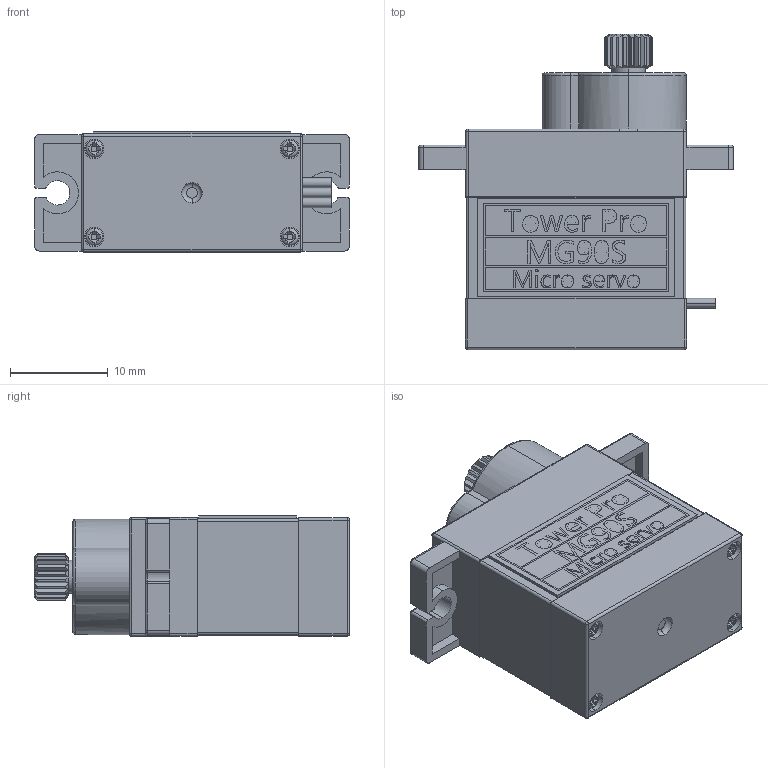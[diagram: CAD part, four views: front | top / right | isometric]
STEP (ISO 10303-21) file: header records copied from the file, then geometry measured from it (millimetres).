
FILE_DESCRIPTION (( 'STEP AP214' ), '1' );
FILE_NAME ('Tower Pro MG90S Micro servo.STEP', '2024-06-15T08:01:46', ( '' ), ( '' ), 'SwSTEP 2.0', 'SolidWorks 2020', '' );
FILE_SCHEMA (( 'AUTOMOTIVE_DESIGN' ));
Length unit declared in the file: millimetre
Products named in the file (1): Tower Pro MG90S Micro servo
Bounding box: 32.2 x 32.25 x 12.33 mm (x, y, z)
Volume: 7111 mm3; surface area: 2920.8 mm2
Topology: 1 solids, 1 shells, 767 faces, 1979 edges, 1254 vertices
Faces by surface type: plane 374, bspline 162, cylinder 143, cone 46, torus 26, sphere 16
Entity records: 40284 total; most frequent: CARTESIAN_POINT 15806, ORIENTED_EDGE 3930, DIRECTION 3024, EDGE_CURVE 1965, VERTEX_POINT 1254, LINE 1058, VECTOR 1058, AXIS2_PLACEMENT_3D 983
